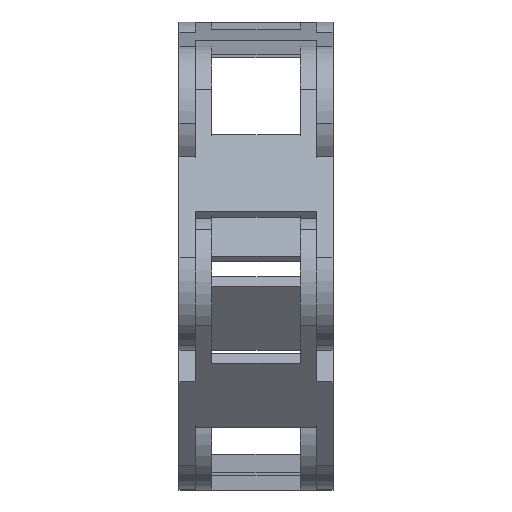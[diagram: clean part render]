
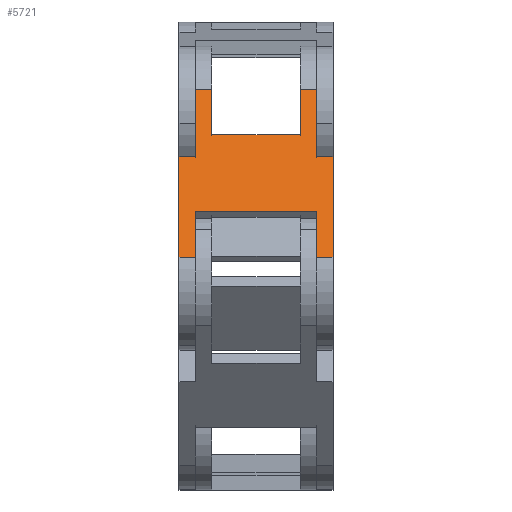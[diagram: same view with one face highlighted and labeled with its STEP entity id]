
A CAD part, left-side view. The second image highlights one B-rep face of the part: STEP entity #5721.
In plain terms, the highlighted planar face has unit normal (-0.931, 0, 0.366).
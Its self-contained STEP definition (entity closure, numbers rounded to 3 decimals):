
#3809=EDGE_CURVE('',#6835,#8697,#10471,.T.);
#3855=VERTEX_POINT('',#10524);
#4413=VERTEX_POINT('',#11129);
#4549=EDGE_CURVE('',#5081,#9129,#11282,.T.);
#4709=EDGE_CURVE('',#9907,#8691,#11452,.T.);
#4839=EDGE_CURVE('',#7167,#7445,#11588,.T.);
#5081=VERTEX_POINT('',#11855);
#5149=EDGE_CURVE('',#5293,#4413,#11930,.T.);
#5293=VERTEX_POINT('',#12088);
#5647=VERTEX_POINT('',#12481);
#5721=ADVANCED_FACE('',(#12563),#12564,.T.);
#5935=VERTEX_POINT('',#12801);
#6271=EDGE_CURVE('',#5647,#7167,#13174,.T.);
#6835=VERTEX_POINT('',#13797);
#7041=EDGE_CURVE('',#8581,#3855,#14019,.T.);
#7059=EDGE_CURVE('',#3855,#9907,#14039,.T.);
#7167=VERTEX_POINT('',#14157);
#7445=VERTEX_POINT('',#14468);
#7795=EDGE_CURVE('',#5935,#9231,#14850,.T.);
#7839=VERTEX_POINT('',#14897);
#7893=EDGE_CURVE('',#8697,#7839,#14954,.T.);
#7917=EDGE_CURVE('',#5293,#5935,#14980,.T.);
#8073=EDGE_CURVE('',#9231,#8581,#15154,.T.);
#8581=VERTEX_POINT('',#15709);
#8691=VERTEX_POINT('',#15831);
#8697=VERTEX_POINT('',#15837);
#9129=VERTEX_POINT('',#16315);
#9231=VERTEX_POINT('',#16431);
#9555=EDGE_CURVE('',#8691,#6835,#16784,.T.);
#9569=EDGE_CURVE('',#7445,#4413,#16799,.T.);
#9647=EDGE_CURVE('',#5647,#9129,#16887,.T.);
#9703=EDGE_CURVE('',#7839,#5081,#16947,.T.);
#9907=VERTEX_POINT('',#17176);
#10471=LINE('',#17905,#17906);
#10524=CARTESIAN_POINT('',(-171.432,0.0,56.144));
#11129=CARTESIAN_POINT('',(-182.584,-2.75,27.756));
#11282=LINE('',#19027,#19028);
#11452=LINE('',#19261,#19262);
#11588=LINE('',#19457,#19458);
#11855=CARTESIAN_POINT('',(-175.911,20.5,44.742));
#11930=LINE('',#19927,#19928);
#12088=CARTESIAN_POINT('',(-182.584,-5.5,27.756));
#12481=CARTESIAN_POINT('',(-182.584,17.75,27.756));
#12563=FACE_OUTER_BOUND('',#20798,.T.);
#12564=PLANE('',#20799);
#12801=CARTESIAN_POINT('',(-175.911,-5.5,44.742));
#13174=LINE('',#21611,#21612);
#13797=CARTESIAN_POINT('',(-171.432,15.0,56.144));
#14019=LINE('',#22790,#22791);
#14039=LINE('',#22817,#22818);
#14157=CARTESIAN_POINT('',(-179.568,17.75,35.434));
#14468=CARTESIAN_POINT('',(-179.568,-2.75,35.434));
#14850=LINE('',#23908,#23909);
#14897=CARTESIAN_POINT('',(-175.911,17.75,44.742));
#14954=LINE('',#24056,#24057);
#14980=LINE('',#24092,#24093);
#15154=LINE('',#24329,#24330);
#15709=CARTESIAN_POINT('',(-171.432,-2.75,56.144));
#15831=CARTESIAN_POINT('',(-174.449,15.0,48.465));
#15837=CARTESIAN_POINT('',(-171.432,17.75,56.144));
#16315=CARTESIAN_POINT('',(-182.584,20.5,27.756));
#16431=CARTESIAN_POINT('',(-175.911,-2.75,44.742));
#16784=LINE('',#26553,#26554);
#16799=LINE('',#26577,#26578);
#16887=LINE('',#26696,#26697);
#16947=LINE('',#26785,#26786);
#17176=CARTESIAN_POINT('',(-174.449,0.0,48.465));
#17905=CARTESIAN_POINT('',(-171.432,-5.5,56.144));
#17906=VECTOR('',#27749,1.0);
#19027=CARTESIAN_POINT('',(-182.584,20.5,27.756));
#19028=VECTOR('',#28682,1.0);
#19261=CARTESIAN_POINT('',(-174.449,1.0,48.465));
#19262=VECTOR('',#28836,1.0);
#19457=CARTESIAN_POINT('',(-179.568,1.0,35.434));
#19458=VECTOR('',#28937,1.0);
#19927=CARTESIAN_POINT('',(-182.584,-5.5,27.756));
#19928=VECTOR('',#29321,1.0);
#20798=EDGE_LOOP('',(#30061,#30062,#30063,#30064,#30065,#30066,#30067,#30068,#30069,#30070,#30071,#30072,#30073,#30074,#30075,#30076));
#20799=AXIS2_PLACEMENT_3D('',#30077,#30078,#30079);
#21611=CARTESIAN_POINT('',(-180.391,17.75,33.34));
#21612=VECTOR('',#30789,1.0);
#22790=CARTESIAN_POINT('',(-171.432,-5.5,56.144));
#22791=VECTOR('',#31796,1.0);
#22817=CARTESIAN_POINT('',(-168.05,0.0,64.753));
#22818=VECTOR('',#31818,1.0);
#23908=CARTESIAN_POINT('',(-175.911,-4.813,44.742));
#23909=VECTOR('',#32757,1.0);
#24056=CARTESIAN_POINT('',(-168.781,17.75,62.892));
#24057=VECTOR('',#32858,1.0);
#24092=CARTESIAN_POINT('',(-182.584,-5.5,27.756));
#24093=VECTOR('',#32879,1.0);
#24329=CARTESIAN_POINT('',(-168.781,-2.75,62.892));
#24330=VECTOR('',#33108,1.0);
#26553=CARTESIAN_POINT('',(-168.05,15.0,64.753));
#26554=VECTOR('',#34920,1.0);
#26577=CARTESIAN_POINT('',(-180.391,-2.75,33.34));
#26578=VECTOR('',#34935,1.0);
#26696=CARTESIAN_POINT('',(-182.584,-5.5,27.756));
#26697=VECTOR('',#35042,1.0);
#26785=CARTESIAN_POINT('',(-175.911,6.813,44.742));
#26786=VECTOR('',#35110,1.0);
#27749=DIRECTION('',(0.0,1.0,0.0));
#28682=DIRECTION('',(-0.366,-0.0,-0.931));
#28836=DIRECTION('',(0.0,1.0,-0.0));
#28937=DIRECTION('',(-0.0,-1.0,0.0));
#29321=DIRECTION('',(0.0,1.0,0.0));
#30061=ORIENTED_EDGE('',*,*,#7893,.T.);
#30062=ORIENTED_EDGE('',*,*,#9703,.T.);
#30063=ORIENTED_EDGE('',*,*,#4549,.T.);
#30064=ORIENTED_EDGE('',*,*,#9647,.F.);
#30065=ORIENTED_EDGE('',*,*,#6271,.T.);
#30066=ORIENTED_EDGE('',*,*,#4839,.T.);
#30067=ORIENTED_EDGE('',*,*,#9569,.T.);
#30068=ORIENTED_EDGE('',*,*,#5149,.F.);
#30069=ORIENTED_EDGE('',*,*,#7917,.T.);
#30070=ORIENTED_EDGE('',*,*,#7795,.T.);
#30071=ORIENTED_EDGE('',*,*,#8073,.T.);
#30072=ORIENTED_EDGE('',*,*,#7041,.T.);
#30073=ORIENTED_EDGE('',*,*,#7059,.T.);
#30074=ORIENTED_EDGE('',*,*,#4709,.T.);
#30075=ORIENTED_EDGE('',*,*,#9555,.T.);
#30076=ORIENTED_EDGE('',*,*,#3809,.T.);
#30077=CARTESIAN_POINT('',(-171.432,-5.5,56.144));
#30078=DIRECTION('',(-0.931,0.0,0.366));
#30079=DIRECTION('',(0.366,0.0,0.931));
#30789=DIRECTION('',(0.366,-0.0,0.931));
#31796=DIRECTION('',(0.0,1.0,0.0));
#31818=DIRECTION('',(-0.366,0.0,-0.931));
#32757=DIRECTION('',(0.0,1.0,-0.0));
#32858=DIRECTION('',(-0.366,0.0,-0.931));
#32879=DIRECTION('',(0.366,0.0,0.931));
#33108=DIRECTION('',(0.366,0.0,0.931));
#34920=DIRECTION('',(0.366,-0.0,0.931));
#34935=DIRECTION('',(-0.366,0.0,-0.931));
#35042=DIRECTION('',(0.0,1.0,0.0));
#35110=DIRECTION('',(0.0,1.0,-0.0));
